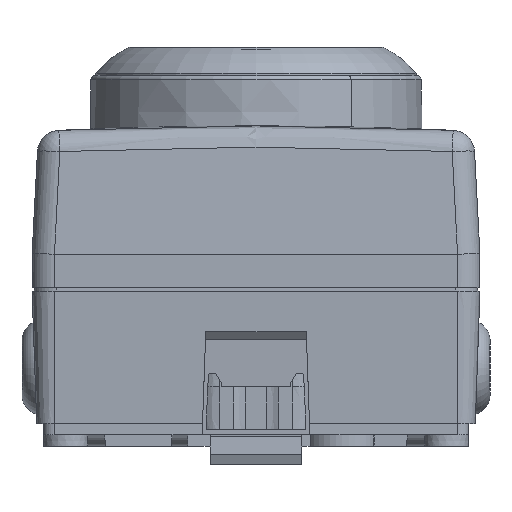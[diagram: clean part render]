
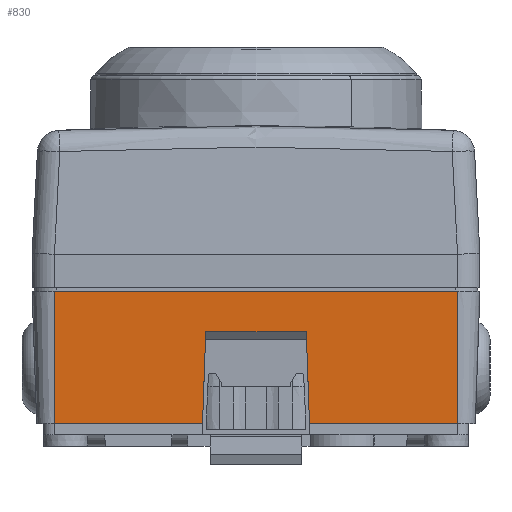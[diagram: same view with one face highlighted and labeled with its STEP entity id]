
A CAD part, left-side view. The second image highlights one B-rep face of the part: STEP entity #830.
In plain terms, the highlighted planar face has unit normal (-0.999, 0, -0.035).
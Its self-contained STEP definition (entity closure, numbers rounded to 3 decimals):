
#502=PLANE('',#10951);
#830=ADVANCED_FACE('',(#1345),#502,.T.);
#1345=FACE_OUTER_BOUND('',#1781,.T.);
#1781=EDGE_LOOP('',(#5664,#5665,#5666,#5667,#5668,#5669,#5670,#5671));
#2444=LINE('',#19393,#3637);
#2585=LINE('',#20874,#3778);
#2639=LINE('',#21418,#3832);
#2640=LINE('',#21422,#3833);
#2641=LINE('',#21424,#3834);
#2642=LINE('',#21426,#3835);
#2643=LINE('',#21428,#3836);
#2644=LINE('',#21430,#3837);
#3637=VECTOR('',#11956,1.);
#3778=VECTOR('',#12411,1.);
#3832=VECTOR('',#12563,1.);
#3833=VECTOR('',#12568,1.);
#3834=VECTOR('',#12569,1.);
#3835=VECTOR('',#12570,1.);
#3836=VECTOR('',#12571,1.);
#3837=VECTOR('',#12572,1.);
#5664=ORIENTED_EDGE('',*,*,#9203,.T.);
#5665=ORIENTED_EDGE('',*,*,#9122,.F.);
#5666=ORIENTED_EDGE('',*,*,#8889,.F.);
#5667=ORIENTED_EDGE('',*,*,#9201,.T.);
#5668=ORIENTED_EDGE('',*,*,#9204,.T.);
#5669=ORIENTED_EDGE('',*,*,#9205,.T.);
#5670=ORIENTED_EDGE('',*,*,#9206,.T.);
#5671=ORIENTED_EDGE('',*,*,#9207,.T.);
#7531=VERTEX_POINT('',#19392);
#7532=VERTEX_POINT('',#19394);
#7677=VERTEX_POINT('',#20875);
#7728=VERTEX_POINT('',#21419);
#7729=VERTEX_POINT('',#21423);
#7730=VERTEX_POINT('',#21425);
#7731=VERTEX_POINT('',#21427);
#7732=VERTEX_POINT('',#21429);
#8889=EDGE_CURVE('',#7531,#7532,#2444,.T.);
#9122=EDGE_CURVE('',#7532,#7677,#2585,.T.);
#9201=EDGE_CURVE('',#7531,#7728,#2639,.T.);
#9203=EDGE_CURVE('',#7729,#7677,#2640,.T.);
#9204=EDGE_CURVE('',#7728,#7730,#2641,.T.);
#9205=EDGE_CURVE('',#7730,#7731,#2642,.T.);
#9206=EDGE_CURVE('',#7731,#7732,#2643,.T.);
#9207=EDGE_CURVE('',#7732,#7729,#2644,.T.);
#10951=AXIS2_PLACEMENT_3D('',#21431,#12573,#12574);
#11956=DIRECTION('',(0.,-1.,0.));
#12411=DIRECTION('',(0.035,0.,-0.999));
#12563=DIRECTION('',(0.035,0.,-0.999));
#12568=DIRECTION('',(0.,-1.,0.));
#12569=DIRECTION('',(0.,-1.,0.));
#12570=DIRECTION('',(-0.035,-0.035,0.999));
#12571=DIRECTION('',(0.,-1.,0.));
#12572=DIRECTION('',(0.035,-0.035,-0.999));
#12573=DIRECTION('',(-0.999,0.,-0.035));
#12574=DIRECTION('',(0.,1.,0.));
#19392=CARTESIAN_POINT('',(-54.3,15.5,-0.15));
#19393=CARTESIAN_POINT('',(-54.3,15.5,-0.15));
#19394=CARTESIAN_POINT('',(-54.3,-20.5,-0.15));
#20874=CARTESIAN_POINT('',(-54.3,-20.5,-0.15));
#20875=CARTESIAN_POINT('',(-53.886,-20.5,-12.));
#21418=CARTESIAN_POINT('',(-54.3,15.5,-0.15));
#21419=CARTESIAN_POINT('',(-53.886,15.5,-12.));
#21422=CARTESIAN_POINT('',(-53.886,-7.276,-12.));
#21423=CARTESIAN_POINT('',(-53.886,-7.276,-12.));
#21424=CARTESIAN_POINT('',(-53.886,15.5,-12.));
#21425=CARTESIAN_POINT('',(-53.886,2.276,-12.));
#21426=CARTESIAN_POINT('',(-53.886,2.276,-12.));
#21427=CARTESIAN_POINT('',(-54.173,1.989,-3.78));
#21428=CARTESIAN_POINT('',(-54.173,1.989,-3.78));
#21429=CARTESIAN_POINT('',(-54.173,-6.989,-3.78));
#21430=CARTESIAN_POINT('',(-54.173,-6.989,-3.78));
#21431=CARTESIAN_POINT('',(-54.3,15.5,-0.15));
